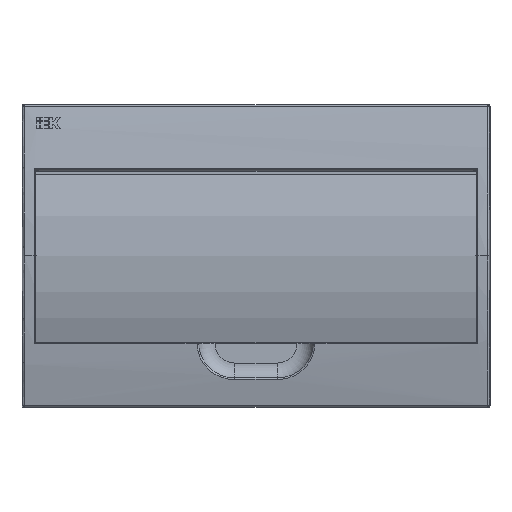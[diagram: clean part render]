
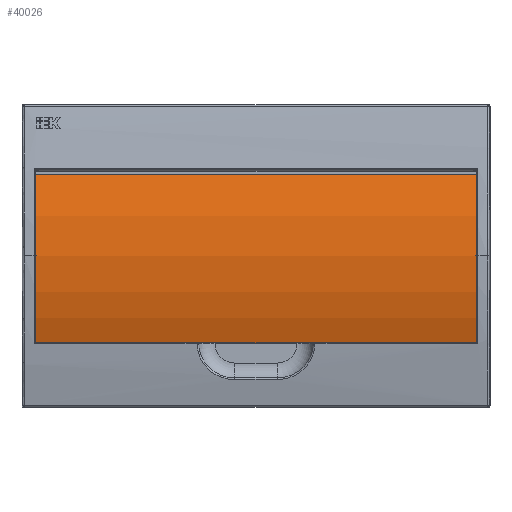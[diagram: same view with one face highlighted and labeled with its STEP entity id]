
A CAD part, top view. The second image highlights one B-rep face of the part: STEP entity #40026.
In plain terms, the highlighted cylindrical face has radius 164.613 mm (diameter 329.225 mm), a partial arc.
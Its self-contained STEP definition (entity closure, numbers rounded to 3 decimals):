
#440 = CARTESIAN_POINT ( 'NONE',  ( 145.195, 17.646, 92.099 ) ) ;
#2255 = LINE ( 'NONE', #19976, #37469 ) ;
#2973 = DIRECTION ( 'NONE',  ( -1., 0., 0. ) ) ;
#3519 = EDGE_LOOP ( 'NONE', ( #48059, #16431, #7049, #20493 ) ) ;
#5050 = CARTESIAN_POINT ( 'NONE',  ( 145.43, -57.187, 78.522 ) ) ;
#5364 = CARTESIAN_POINT ( 'NONE',  ( 145.42, 54.066, 79.314 ) ) ;
#5503 =( BOUNDED_CURVE ( )  B_SPLINE_CURVE ( 3, ( #20145, #440, #21788, #5050 ),
 .UNSPECIFIED., .F., .T. ) 
 B_SPLINE_CURVE_WITH_KNOTS ( ( 4, 4 ),
 ( 5.944, 6.633 ),
 .UNSPECIFIED. ) 
 CURVE ( )  GEOMETRIC_REPRESENTATION_ITEM ( )  RATIONAL_B_SPLINE_CURVE ( ( 1., 0.961, 0.961, 1. ) ) 
 REPRESENTATION_ITEM ( '' )  );
#7049 = ORIENTED_EDGE ( 'NONE', *, *, #55880, .F. ) ;
#12617 = CARTESIAN_POINT ( 'NONE',  ( -145.42, 54.066, 79.314 ) ) ;
#13487 = CARTESIAN_POINT ( 'NONE',  ( 145.5, 54.066, 79.314 ) ) ;
#14482 = DIRECTION ( 'NONE',  ( -1., 0., 0. ) ) ;
#16431 = ORIENTED_EDGE ( 'NONE', *, *, #49559, .F. ) ;
#17915 = CARTESIAN_POINT ( 'NONE',  ( -145.43, -57.187, 78.522 ) ) ;
#18951 = FACE_OUTER_BOUND ( 'NONE', #3519, .T. ) ;
#19084 = DIRECTION ( 'NONE',  ( -1., 0., 0. ) ) ;
#19976 = CARTESIAN_POINT ( 'NONE',  ( 145.43, -57.187, 78.522 ) ) ;
#20145 = CARTESIAN_POINT ( 'NONE',  ( 145.42, 54.066, 79.314 ) ) ;
#20493 = ORIENTED_EDGE ( 'NONE', *, *, #48615, .T. ) ;
#20688 = CARTESIAN_POINT ( 'NONE',  ( 145.5, -0.457, -76.006 ) ) ;
#21169 = VERTEX_POINT ( 'NONE', #23021 ) ;
#21788 = CARTESIAN_POINT ( 'NONE',  ( 145.199, -20.953, 91.824 ) ) ;
#23021 = CARTESIAN_POINT ( 'NONE',  ( 145.43, -57.187, 78.522 ) ) ;
#27817 = CARTESIAN_POINT ( 'NONE',  ( -145.199, -20.953, 91.824 ) ) ;
#31052 = CARTESIAN_POINT ( 'NONE',  ( -145.42, 54.066, 79.314 ) ) ;
#37469 = VECTOR ( 'NONE', #19084, 1000. ) ;
#38031 = CARTESIAN_POINT ( 'NONE',  ( -145.43, -57.187, 78.522 ) ) ;
#38995 =( BOUNDED_CURVE ( )  B_SPLINE_CURVE ( 3, ( #12617, #48817, #27817, #38031 ),
 .UNSPECIFIED., .F., .T. ) 
 B_SPLINE_CURVE_WITH_KNOTS ( ( 4, 4 ),
 ( 2.802, 3.491 ),
 .UNSPECIFIED. ) 
 CURVE ( )  GEOMETRIC_REPRESENTATION_ITEM ( )  RATIONAL_B_SPLINE_CURVE ( ( 1., 0.961, 0.961, 1. ) ) 
 REPRESENTATION_ITEM ( '' )  );
#39259 = VERTEX_POINT ( 'NONE', #5364 ) ;
#40026 = ADVANCED_FACE ( 'NONE', ( #18951 ), #59000, .T. ) ;
#42581 = LINE ( 'NONE', #13487, #54788 ) ;
#48059 = ORIENTED_EDGE ( 'NONE', *, *, #57064, .T. ) ;
#48615 = EDGE_CURVE ( 'NONE', #39259, #54523, #42581, .T. ) ;
#48817 = CARTESIAN_POINT ( 'NONE',  ( -145.195, 17.646, 92.099 ) ) ;
#49559 = EDGE_CURVE ( 'NONE', #21169, #60647, #2255, .T. ) ;
#54523 = VERTEX_POINT ( 'NONE', #31052 ) ;
#54788 = VECTOR ( 'NONE', #2973, 1000. ) ;
#55048 = AXIS2_PLACEMENT_3D ( 'NONE', #20688, #14482, #62732 ) ;
#55880 = EDGE_CURVE ( 'NONE', #39259, #21169, #5503, .T. ) ;
#57064 = EDGE_CURVE ( 'NONE', #54523, #60647, #38995, .T. ) ;
#59000 = CYLINDRICAL_SURFACE ( 'NONE', #55048, 164.613 ) ;
#60647 = VERTEX_POINT ( 'NONE', #17915 ) ;
#62732 = DIRECTION ( 'NONE',  ( 0., -1., -0.002 ) ) ;
